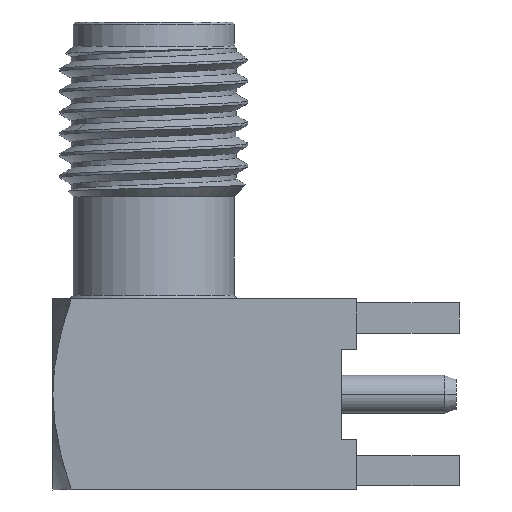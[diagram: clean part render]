
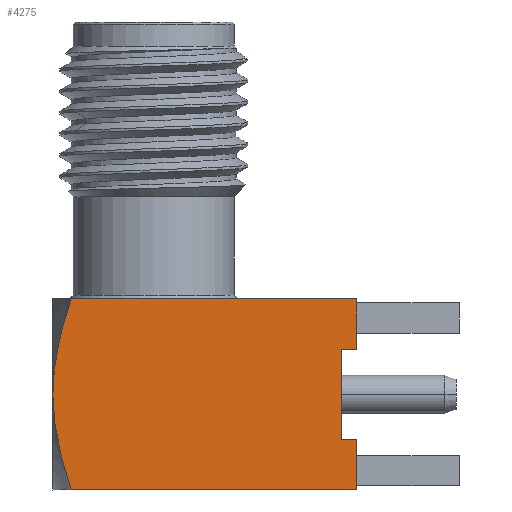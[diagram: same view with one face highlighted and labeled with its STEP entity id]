
A CAD part, left-side view. The second image highlights one B-rep face of the part: STEP entity #4275.
In plain terms, the highlighted planar face has unit normal (-1, 0, 0).
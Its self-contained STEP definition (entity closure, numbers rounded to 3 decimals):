
#1295=DIRECTION('',(0.,-1.,0.));
#1296=VECTOR('',#1295,9.487);
#1297=CARTESIAN_POINT('',(-3.175,2.737,-9.2));
#1298=LINE('',#1297,#1296);
#1350=DIRECTION('',(0.,-1.,0.));
#1351=VECTOR('',#1350,9.487);
#1352=CARTESIAN_POINT('',(-3.175,2.737,-15.55));
#1353=LINE('',#1352,#1351);
#1357=CARTESIAN_POINT('',(-3.175,3.35,
-12.375));
#1358=CARTESIAN_POINT('',(-3.175,3.35,
-12.514));
#1359=CARTESIAN_POINT('',(-3.175,3.341,
-12.793));
#1360=CARTESIAN_POINT('',(-3.175,3.304,
-13.21));
#1361=CARTESIAN_POINT('',(-3.175,3.242,-13.628));
#1362=CARTESIAN_POINT('',(-3.175,3.159,-14.055));
#1363=CARTESIAN_POINT('',(-3.175,3.051,-14.505));
#1364=CARTESIAN_POINT('',(-3.175,2.914,-14.994));
#1365=CARTESIAN_POINT('',(-3.175,2.8,-15.359));
#1366=CARTESIAN_POINT('',(-3.175,2.737,-15.55));
#1371=CARTESIAN_POINT('',(-3.175,2.737,-9.2));
#1372=CARTESIAN_POINT('',(-3.175,2.81,-9.423));
#1373=CARTESIAN_POINT('',(-3.175,2.942,-9.845));
#1374=CARTESIAN_POINT('',(-3.175,3.091,-10.401));
#1375=CARTESIAN_POINT('',(-3.175,3.205,-10.911));
#1376=CARTESIAN_POINT('',(-3.175,3.287,
-11.402));
#1377=CARTESIAN_POINT('',(-3.175,3.338,
-11.888));
#1378=CARTESIAN_POINT('',(-3.175,3.35,
-12.213));
#1379=CARTESIAN_POINT('',(-3.175,3.35,
-12.375));
#1384=DIRECTION('',(0.,1.,0.));
#1385=VECTOR('',#1384,0.5);
#1386=CARTESIAN_POINT('',(-3.175,-6.75,-10.875));
#1387=LINE('',#1386,#1385);
#1391=DIRECTION('',(0.,0.,1.));
#1392=VECTOR('',#1391,3.);
#1393=CARTESIAN_POINT('',(-3.175,-6.25,-13.875));
#1394=LINE('',#1393,#1392);
#1398=DIRECTION('',(0.,1.,0.));
#1399=VECTOR('',#1398,0.5);
#1400=CARTESIAN_POINT('',(-3.175,-6.75,-13.875));
#1401=LINE('',#1400,#1399);
#1594=DIRECTION('',(0.,0.,1.));
#1595=VECTOR('',#1594,1.675);
#1596=CARTESIAN_POINT('',(-3.175,-6.75,-15.55));
#1597=LINE('',#1596,#1595);
#1623=DIRECTION('',(0.,0.,1.));
#1624=VECTOR('',#1623,1.675);
#1625=CARTESIAN_POINT('',(-3.175,-6.75,-10.875));
#1626=LINE('',#1625,#1624);
#3056=CARTESIAN_POINT('',(-3.175,-6.25,-13.875));
#3057=CARTESIAN_POINT('',(-3.175,-6.25,-10.875));
#3058=VERTEX_POINT('',#3056);
#3059=VERTEX_POINT('',#3057);
#3076=CARTESIAN_POINT('',(-3.175,-6.75,-15.55));
#3077=CARTESIAN_POINT('',(-3.175,-6.75,-13.875));
#3078=VERTEX_POINT('',#3076);
#3079=VERTEX_POINT('',#3077);
#3080=CARTESIAN_POINT('',(-3.175,-6.75,-10.875));
#3081=CARTESIAN_POINT('',(-3.175,-6.75,-9.2));
#3082=VERTEX_POINT('',#3080);
#3083=VERTEX_POINT('',#3081);
#3120=CARTESIAN_POINT('',(-3.175,2.737,-15.55));
#3121=VERTEX_POINT('',#3120);
#3122=CARTESIAN_POINT('',(-3.175,2.737,-9.2));
#3123=VERTEX_POINT('',#3122);
#3128=VERTEX_POINT('',#1379);
#4251=CARTESIAN_POINT('',(-3.175,3.35,-15.55));
#4252=DIRECTION('',(-1.,0.,0.));
#4253=DIRECTION('',(0.,0.,1.));
#4254=AXIS2_PLACEMENT_3D('',#4251,#4252,#4253);
#4255=PLANE('',#4254);
#4257=ORIENTED_EDGE('',*,*,#4256,.F.);
#4259=ORIENTED_EDGE('',*,*,#4258,.F.);
#4261=ORIENTED_EDGE('',*,*,#4260,.F.);
#4262=ORIENTED_EDGE('',*,*,#4226,.T.);
#4264=ORIENTED_EDGE('',*,*,#4263,.F.);
#4266=ORIENTED_EDGE('',*,*,#4265,.T.);
#4268=ORIENTED_EDGE('',*,*,#4267,.F.);
#4270=ORIENTED_EDGE('',*,*,#4269,.F.);
#4272=ORIENTED_EDGE('',*,*,#4271,.F.);
#4273=EDGE_LOOP('',(#4257,#4259,#4261,#4262,#4264,#4266,#4268,#4270,#4272));
#4274=FACE_OUTER_BOUND('',#4273,.F.);
#1367=B_SPLINE_CURVE_WITH_KNOTS('',3,(#1357,#1358,#1359,#1360,#1361,#1362,#1363,
#1364,#1365,#1366),.UNSPECIFIED.,.F.,.F.,(4,1,1,1,1,1,1,4),(0.,
0.143,0.286,0.429,0.571,
0.714,0.857,1.),.UNSPECIFIED.);
#1380=B_SPLINE_CURVE_WITH_KNOTS('',3,(#1371,#1372,#1373,#1374,#1375,#1376,#1377,
#1378,#1379),.UNSPECIFIED.,.F.,.F.,(4,1,1,1,1,1,4),(0.,0.167,
0.333,0.5,0.667,0.833,1.),
.UNSPECIFIED.);
#4226=EDGE_CURVE('',#3123,#3083,#1298,.T.);
#4256=EDGE_CURVE('',#3121,#3078,#1353,.T.);
#4258=EDGE_CURVE('',#3128,#3121,#1367,.T.);
#4260=EDGE_CURVE('',#3123,#3128,#1380,.T.);
#4263=EDGE_CURVE('',#3082,#3083,#1626,.T.);
#4265=EDGE_CURVE('',#3082,#3059,#1387,.T.);
#4267=EDGE_CURVE('',#3058,#3059,#1394,.T.);
#4269=EDGE_CURVE('',#3079,#3058,#1401,.T.);
#4271=EDGE_CURVE('',#3078,#3079,#1597,.T.);
#4275=ADVANCED_FACE('',(#4274),#4255,.T.);
